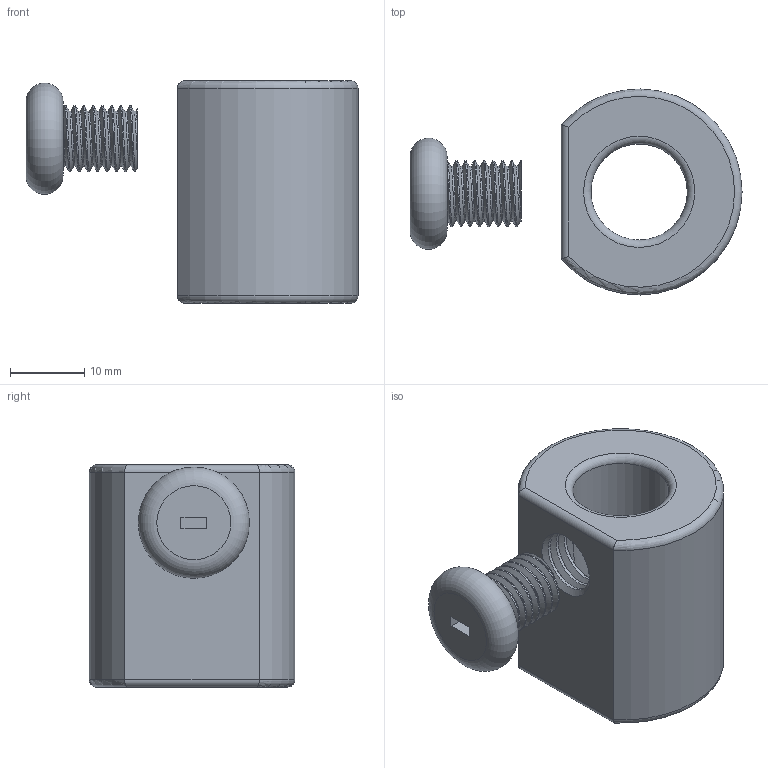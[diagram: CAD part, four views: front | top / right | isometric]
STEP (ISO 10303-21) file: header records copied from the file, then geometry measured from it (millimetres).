
FILE_DESCRIPTION(/* description */ (''),/* implementation_level */ '2;1');
FILE_NAME(/* name */ 'Red Laser Mount.step',/* time_stamp */ '2023-11-25T19:36:18-06:00',/* author */ (''),/* organization */ (''),/* preprocessor_version */ 'ST-DEVELOPER v20',/* originating_system */ 'Autodesk Translation Framework v12.14.0.127',/* authorisation */ '');
FILE_SCHEMA (('AUTOMOTIVE_DESIGN { 1 0 10303 214 3 1 1 }'));
Length unit declared in the file: millimetre
Products named in the file (1): (Unsaved)
Bounding box: 44.79 x 27.75 x 30 mm (x, y, z)
Volume: 13830.8 mm3; surface area: 5601.4 mm2
Topology: 2 solids, 2 shells, 57 faces, 153 edges, 101 vertices
Faces by surface type: cylinder 34, plane 12, bspline 7, torus 4
Full cylindrical faces by diameter (mm): 7.446 x2, 8.526 x1, 8.866 x5, 10.198 x1, 13 x1
Entity records: 4064 total; most frequent: CARTESIAN_POINT 2777, ORIENTED_EDGE 306, DIRECTION 183, EDGE_CURVE 153, VERTEX_POINT 101, B_SPLINE_CURVE_WITH_KNOTS 91, AXIS2_PLACEMENT_3D 70, EDGE_LOOP 62
